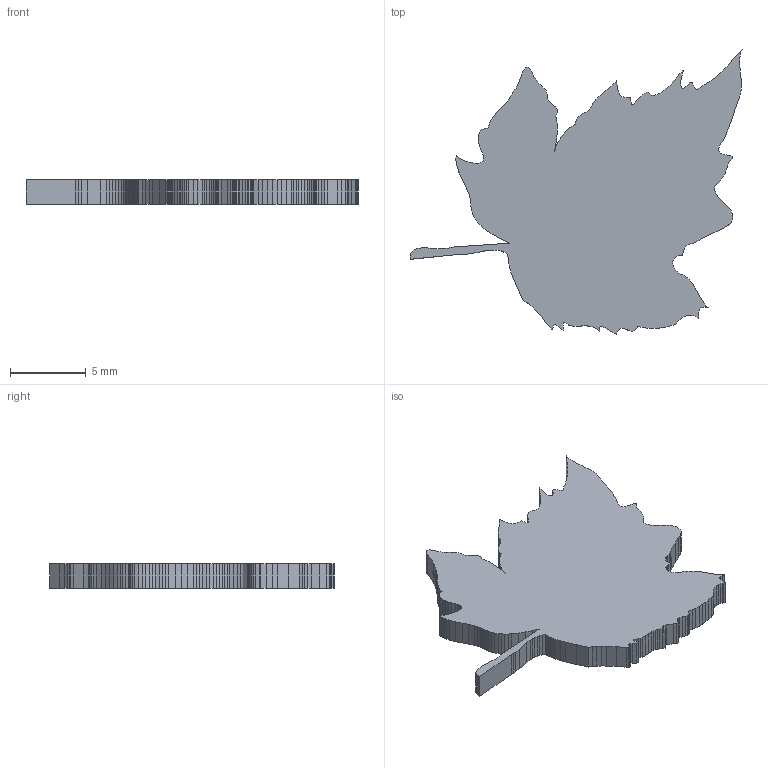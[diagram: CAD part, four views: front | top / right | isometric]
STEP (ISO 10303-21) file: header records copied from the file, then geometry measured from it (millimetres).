
FILE_DESCRIPTION(('KiCad electronic assembly'),'2;1');
FILE_NAME('kicadBoard.step','2022-11-02T15:49:53',('Pcbnew'),('Kicad'), 'Open CASCADE STEP processor 7.6','KiCad to STEP converter','Unknown' );
FILE_SCHEMA(('AUTOMOTIVE_DESIGN { 1 0 10303 214 1 1 1 1 }'));
Length unit declared in the file: millimetre
Products named in the file (2): kicadBoard 1; kicadBoard PCB
Assembly tree (1 placements, depth 2):
  kicadBoard 1
    kicadBoard PCB
Bounding box: 21.96 x 18.82 x 1.6 mm (x, y, z)
Volume: 363.6 mm3; surface area: 610.7 mm2
Topology: 1 solids, 1 shells, 413 faces, 1233 edges, 822 vertices
Faces by surface type: plane 413
Entity records: 29663 total; most frequent: CARTESIAN_POINT 4936, DIRECTION 4529, LINE 3699, VECTOR 3699, ORIENTED_EDGE 2466, PCURVE 2466, DEFINITIONAL_REPRESENTATION 2466, EDGE_CURVE 1233
